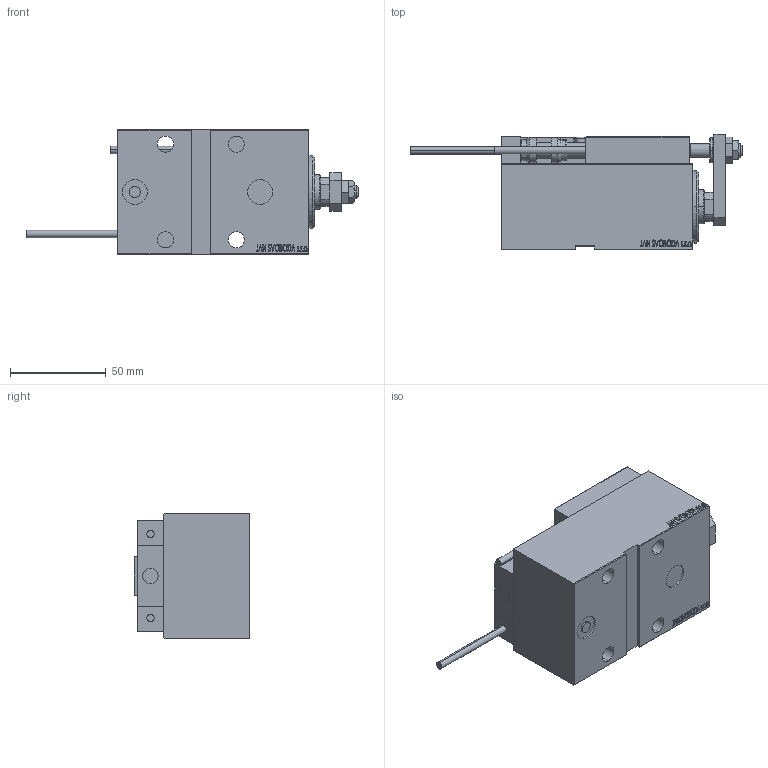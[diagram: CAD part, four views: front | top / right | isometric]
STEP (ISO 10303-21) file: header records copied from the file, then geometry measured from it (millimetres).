
FILE_DESCRIPTION (( 'STEP AP203' ), '1' );
FILE_NAME ('f6d8.STEP', '2024-03-18T12:03:01', ( '' ), ( '' ), 'SwSTEP 2.0', 'SolidWorks 2019', '' );
FILE_SCHEMA (( 'CONFIG_CONTROL_DESIGN' ));
Length unit declared in the file: millimetre
Products named in the file (16): Block eff82ffbf5d710993e1f40cd1b7e6ded; V450CM_VC_B eff82ffbf5d710993e1f40cd1b7e6ded; V450CM_E_VCP eff82ffbf5d710993e1f40cd1b7e6ded; MAGNET eff82ffbf5d710993e1f40cd1b7e6ded; ALLEN BOLT D5 eff82ffbf5d710993e1f40cd1b7e6ded; NUT_D12 eff82ffbf5d710993e1f40cd1b7e6ded; ZARAZKA eff82ffbf5d710993e1f40cd1b7e6ded; SWITCH DIM B,W eff82ffbf5d710993e1f40cd1b7e6ded; KONCOVKA eff82ffbf5d710993e1f40cd1b7e6ded; V450CM_E_Body eff82ffbf5d710993e1f40cd1b7e6ded; TYC_L79 eff82ffbf5d710993e1f40cd1b7e6ded; SWITCH_X_FRONT_BACK eff82ffbf5d710993e1f40cd1b7e6ded; ALLEN BOLT D8 eff82ffbf5d710993e1f40cd1b7e6ded; f6d8; NUT_D10 eff82ffbf5d710993e1f40cd1b7e6ded; SWITCH X eff82ffbf5d710993e1f40cd1b7e6ded
Assembly tree (25 placements, depth 3):
  f6d8
    V450CM_E_Body eff82ffbf5d710993e1f40cd1b7e6ded
    V450CM_E_VCP eff82ffbf5d710993e1f40cd1b7e6ded
    V450CM_VC_B eff82ffbf5d710993e1f40cd1b7e6ded
    SWITCH X eff82ffbf5d710993e1f40cd1b7e6ded
      SWITCH_X_FRONT_BACK eff82ffbf5d710993e1f40cd1b7e6ded  x2
      TYC_L79 eff82ffbf5d710993e1f40cd1b7e6ded
      Block eff82ffbf5d710993e1f40cd1b7e6ded  x2
      ALLEN BOLT D5 eff82ffbf5d710993e1f40cd1b7e6ded  x4
      ALLEN BOLT D8 eff82ffbf5d710993e1f40cd1b7e6ded  x4
      MAGNET eff82ffbf5d710993e1f40cd1b7e6ded  x2
      KONCOVKA eff82ffbf5d710993e1f40cd1b7e6ded  x2
    SWITCH DIM B,W eff82ffbf5d710993e1f40cd1b7e6ded
    ZARAZKA eff82ffbf5d710993e1f40cd1b7e6ded
    NUT_D10 eff82ffbf5d710993e1f40cd1b7e6ded
    NUT_D12 eff82ffbf5d710993e1f40cd1b7e6ded
Bounding box: 173.7 x 60.5 x 65 mm (x, y, z)
Volume: 317687.9 mm3; surface area: 77608.2 mm2
Topology: 24 solids, 24 shells, 1286 faces, 3082 edges, 1970 vertices
Faces by surface type: plane 569, bspline 380, cylinder 176, cone 113, torus 44, sphere 4
Entity records: 49841 total; most frequent: CARTESIAN_POINT 25384, ORIENTED_EDGE 5184, DIRECTION 3461, EDGE_CURVE 2592, VERTEX_POINT 1694, VECTOR 1503, LINE 1503, EDGE_LOOP 1192
